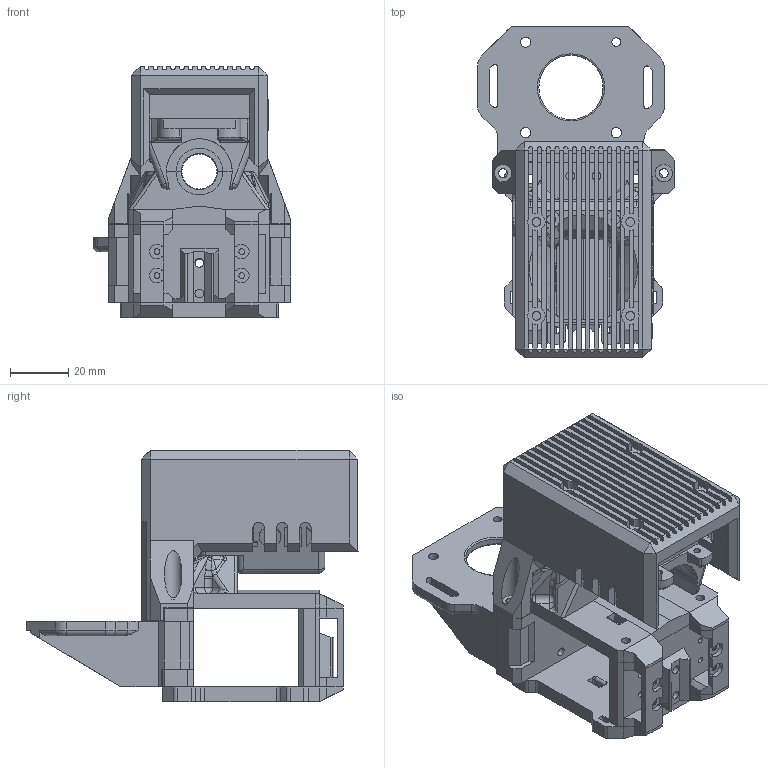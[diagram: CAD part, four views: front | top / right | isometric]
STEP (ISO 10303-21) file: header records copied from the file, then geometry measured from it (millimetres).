
FILE_DESCRIPTION(/* description */ (''),/* implementation_level */ '2;1');
FILE_NAME(/* name */ 'Direct drive.step',/* time_stamp */ '2019-03-20T08:08:19+02:00',/* author */ ('BLV_Ben.l'),/* organization */ (''),/* preprocessor_version */ 'ST-DEVELOPER v17.2',/* originating_system */ 'Autodesk Translation Framework v7.6.0.251',/* authorisation */ '');
FILE_SCHEMA (('AUTOMOTIVE_DESIGN { 1 0 10303 214 3 1 1 }'));
Length unit declared in the file: millimetre
Products named in the file (9): BLV Cube mgn Project; X carriage; X carriage - Top (1); X carriage - Rear plate (1); X carriage - V6 locker IR mini (1); X carriage - Bottom (1); X carriage - Block shiled (2) (2) (1); X Carriage - Direct Drive BMG (1); X carriage - Front plate (1)
Assembly tree (8 placements, depth 3):
  BLV Cube mgn Project
    X carriage
      X carriage - Top (1)
      X carriage - Rear plate (1)
      X carriage - V6 locker IR mini (1)
      X carriage - Bottom (1)
      X carriage - Block shiled (2) (2) (1)
      X Carriage - Direct Drive BMG (1)
      X carriage - Front plate (1)
Bounding box: 67.46 x 113.67 x 86 mm (x, y, z)
Volume: 118217.7 mm3; surface area: 73859.2 mm2
Topology: 7 solids, 7 shells, 1143 faces, 3277 edges, 2126 vertices
Faces by surface type: plane 679, cylinder 274, bspline 132, torus 37, sphere 15, cone 6
Full cylindrical faces by diameter (mm): 2 x8, 2.35 x2, 3 x20, 3.1 x24, 3.5 x3, 6 x11, 22 x1
Entity records: 40423 total; most frequent: CARTESIAN_POINT 10515, ORIENTED_EDGE 6546, DIRECTION 5677, EDGE_CURVE 3273, LINE 2271, VECTOR 2271, VERTEX_POINT 2126, AXIS2_PLACEMENT_3D 1703
